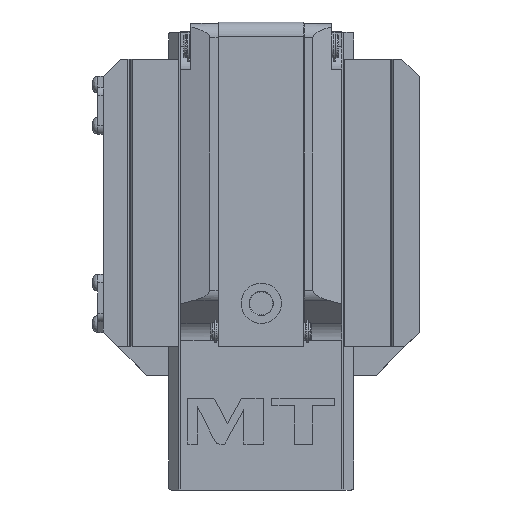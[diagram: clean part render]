
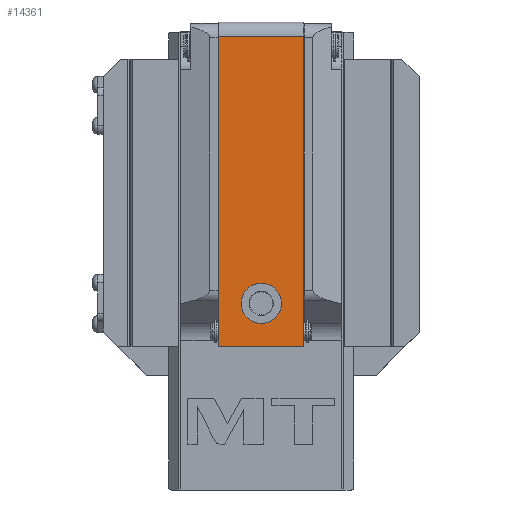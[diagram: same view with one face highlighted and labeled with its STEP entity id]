
A CAD part, left-side view. The second image highlights one B-rep face of the part: STEP entity #14361.
In plain terms, the highlighted planar face has unit normal (-1, 0, 0).
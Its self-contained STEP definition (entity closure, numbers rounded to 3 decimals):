
#2787=DIRECTION('',(0.,0.,1.));
#2788=VECTOR('',#2787,108.);
#2789=CARTESIAN_POINT('',(-136.5,14.85,-40.));
#2790=LINE('',#2789,#2788);
#2897=DIRECTION('',(0.,0.,1.));
#2898=VECTOR('',#2897,108.);
#2899=CARTESIAN_POINT('',(-136.5,-14.85,-40.));
#2900=LINE('',#2899,#2898);
#3317=DIRECTION('',(0.,-1.,0.));
#3318=VECTOR('',#3317,29.7);
#3319=CARTESIAN_POINT('',(-136.5,14.85,68.));
#3320=LINE('',#3319,#3318);
#3321=DIRECTION('',(0.,1.,0.));
#3322=VECTOR('',#3321,29.7);
#3323=CARTESIAN_POINT('',(-136.5,-14.85,-40.));
#3324=LINE('',#3323,#3322);
#3325=CARTESIAN_POINT('',(-136.5,0.,-25.));
#3326=DIRECTION('',(-1.,0.,0.));
#3327=DIRECTION('',(0.,0.,1.));
#3328=AXIS2_PLACEMENT_3D('',#3325,#3326,#3327);
#3330=CARTESIAN_POINT('',(-136.5,0.,-25.));
#3331=DIRECTION('',(-1.,0.,0.));
#3332=DIRECTION('',(0.,0.,-1.));
#3333=AXIS2_PLACEMENT_3D('',#3330,#3331,#3332);
#9135=CARTESIAN_POINT('',(-136.5,-14.85,-40.));
#9136=VERTEX_POINT('',#9135);
#9141=CARTESIAN_POINT('',(-136.5,14.85,-40.));
#9142=VERTEX_POINT('',#9141);
#9144=CARTESIAN_POINT('',(-136.5,-14.85,68.));
#9146=VERTEX_POINT('',#9144);
#9147=CARTESIAN_POINT('',(-136.5,14.85,68.));
#9148=VERTEX_POINT('',#9147);
#9329=CARTESIAN_POINT('',(-136.5,0.,-18.));
#9330=CARTESIAN_POINT('',(-136.5,0.,-32.));
#9331=VERTEX_POINT('',#9329);
#9332=VERTEX_POINT('',#9330);
#14343=CARTESIAN_POINT('',(-136.5,-14.85,-40.));
#14344=DIRECTION('',(-1.,0.,0.));
#14345=DIRECTION('',(0.,0.,1.));
#14346=AXIS2_PLACEMENT_3D('',#14343,#14344,#14345);
#14347=PLANE('',#14346);
#14348=ORIENTED_EDGE('',*,*,#14336,.T.);
#14349=ORIENTED_EDGE('',*,*,#13828,.F.);
#14351=ORIENTED_EDGE('',*,*,#14350,.T.);
#14352=ORIENTED_EDGE('',*,*,#13735,.T.);
#14353=EDGE_LOOP('',(#14348,#14349,#14351,#14352));
#14354=FACE_OUTER_BOUND('',#14353,.F.);
#14356=ORIENTED_EDGE('',*,*,#14355,.T.);
#14358=ORIENTED_EDGE('',*,*,#14357,.T.);
#14359=EDGE_LOOP('',(#14356,#14358));
#14360=FACE_BOUND('',#14359,.F.);
#14361=ADVANCED_FACE('',(#14354,#14360),#14347,.T.);
#3329=CIRCLE('',#3328,7.);
#3334=CIRCLE('',#3333,7.);
#13735=EDGE_CURVE('',#9142,#9148,#2790,.T.);
#13828=EDGE_CURVE('',#9136,#9146,#2900,.T.);
#14336=EDGE_CURVE('',#9148,#9146,#3320,.T.);
#14350=EDGE_CURVE('',#9136,#9142,#3324,.T.);
#14355=EDGE_CURVE('',#9331,#9332,#3329,.T.);
#14357=EDGE_CURVE('',#9332,#9331,#3334,.T.);
